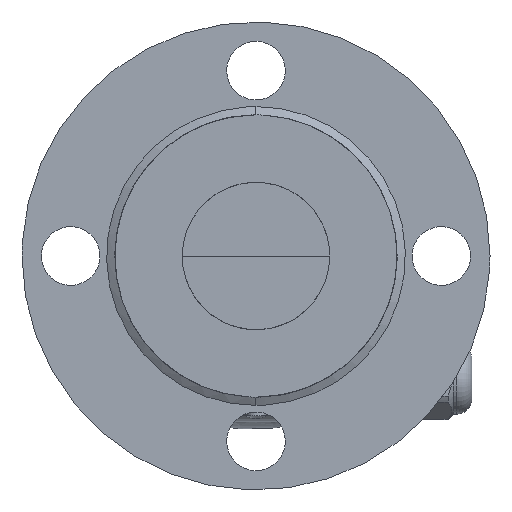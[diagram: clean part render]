
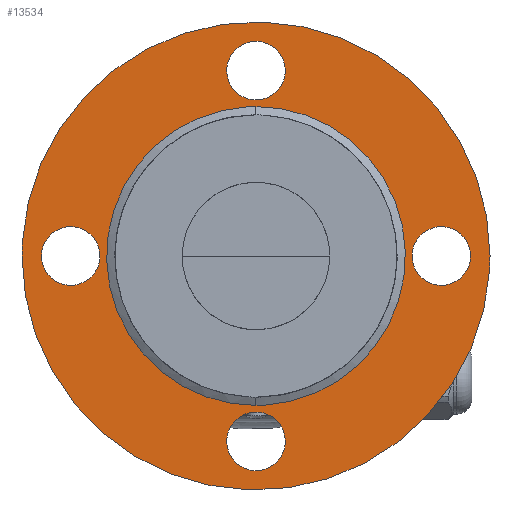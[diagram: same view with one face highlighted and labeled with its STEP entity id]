
A CAD part, front view. The second image highlights one B-rep face of the part: STEP entity #13534.
In plain terms, the highlighted planar face has unit normal (0, -1, 0).
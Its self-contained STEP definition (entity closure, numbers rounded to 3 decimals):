
#2276=CARTESIAN_POINT('',(0.,-17.65,0.));
#2277=DIRECTION('',(0.,1.,0.));
#2278=DIRECTION('',(1.,0.,0.));
#2279=AXIS2_PLACEMENT_3D('',#2276,#2277,#2278);
#2281=CARTESIAN_POINT('',(0.,-17.65,0.));
#2282=DIRECTION('',(0.,1.,0.));
#2283=DIRECTION('',(0.998,0.,-0.063));
#2284=AXIS2_PLACEMENT_3D('',#2281,#2282,#2283);
#2286=CARTESIAN_POINT('',(0.,-17.65,0.));
#2287=DIRECTION('',(0.,1.,0.));
#2288=DIRECTION('',(-1.,0.,0.));
#2289=AXIS2_PLACEMENT_3D('',#2286,#2287,#2288);
#2291=CARTESIAN_POINT('',(0.,-17.65,0.));
#2292=DIRECTION('',(0.,1.,0.));
#2293=DIRECTION('',(-0.998,0.,0.063));
#2294=AXIS2_PLACEMENT_3D('',#2291,#2292,#2293);
#2296=CARTESIAN_POINT('',(0.,-17.65,60.35));
#2297=DIRECTION('',(0.,-1.,0.));
#2298=DIRECTION('',(-1.,0.,0.));
#2299=AXIS2_PLACEMENT_3D('',#2296,#2297,#2298);
#2301=CARTESIAN_POINT('',(0.,-17.65,60.35));
#2302=DIRECTION('',(0.,-1.,0.));
#2303=DIRECTION('',(0.998,0.,-0.063));
#2304=AXIS2_PLACEMENT_3D('',#2301,#2302,#2303);
#2306=CARTESIAN_POINT('',(0.,-17.65,60.35));
#2307=DIRECTION('',(0.,-1.,0.));
#2308=DIRECTION('',(1.,0.,0.));
#2309=AXIS2_PLACEMENT_3D('',#2306,#2307,#2308);
#2311=CARTESIAN_POINT('',(0.,-17.65,60.35));
#2312=DIRECTION('',(0.,-1.,0.));
#2313=DIRECTION('',(-0.998,0.,0.063));
#2314=AXIS2_PLACEMENT_3D('',#2311,#2312,#2313);
#2316=CARTESIAN_POINT('',(60.35,-17.65,0.));
#2317=DIRECTION('',(0.,-1.,0.));
#2318=DIRECTION('',(-1.,0.,0.));
#2319=AXIS2_PLACEMENT_3D('',#2316,#2317,#2318);
#2321=CARTESIAN_POINT('',(60.35,-17.65,0.));
#2322=DIRECTION('',(0.,-1.,0.));
#2323=DIRECTION('',(0.998,0.,-0.063));
#2324=AXIS2_PLACEMENT_3D('',#2321,#2322,#2323);
#2326=CARTESIAN_POINT('',(60.35,-17.65,0.));
#2327=DIRECTION('',(0.,-1.,0.));
#2328=DIRECTION('',(1.,0.,0.));
#2329=AXIS2_PLACEMENT_3D('',#2326,#2327,#2328);
#2331=CARTESIAN_POINT('',(60.35,-17.65,0.));
#2332=DIRECTION('',(0.,-1.,0.));
#2333=DIRECTION('',(-0.998,0.,0.063));
#2334=AXIS2_PLACEMENT_3D('',#2331,#2332,#2333);
#2336=CARTESIAN_POINT('',(0.,-17.65,-60.35));
#2337=DIRECTION('',(0.,-1.,0.));
#2338=DIRECTION('',(-1.,0.,0.));
#2339=AXIS2_PLACEMENT_3D('',#2336,#2337,#2338);
#2341=CARTESIAN_POINT('',(0.,-17.65,-60.35));
#2342=DIRECTION('',(0.,-1.,0.));
#2343=DIRECTION('',(0.998,0.,-0.063));
#2344=AXIS2_PLACEMENT_3D('',#2341,#2342,#2343);
#2346=CARTESIAN_POINT('',(0.,-17.65,-60.35));
#2347=DIRECTION('',(0.,-1.,0.));
#2348=DIRECTION('',(1.,0.,0.));
#2349=AXIS2_PLACEMENT_3D('',#2346,#2347,#2348);
#2351=CARTESIAN_POINT('',(0.,-17.65,-60.35));
#2352=DIRECTION('',(0.,-1.,0.));
#2353=DIRECTION('',(-0.998,0.,0.063));
#2354=AXIS2_PLACEMENT_3D('',#2351,#2352,#2353);
#2356=CARTESIAN_POINT('',(-60.35,-17.65,0.));
#2357=DIRECTION('',(0.,-1.,0.));
#2358=DIRECTION('',(-1.,0.,0.));
#2359=AXIS2_PLACEMENT_3D('',#2356,#2357,#2358);
#2361=CARTESIAN_POINT('',(-60.35,-17.65,0.));
#2362=DIRECTION('',(0.,-1.,0.));
#2363=DIRECTION('',(0.998,0.,-0.063));
#2364=AXIS2_PLACEMENT_3D('',#2361,#2362,#2363);
#2366=CARTESIAN_POINT('',(-60.35,-17.65,0.));
#2367=DIRECTION('',(0.,-1.,0.));
#2368=DIRECTION('',(1.,0.,0.));
#2369=AXIS2_PLACEMENT_3D('',#2366,#2367,#2368);
#2371=CARTESIAN_POINT('',(-60.35,-17.65,0.));
#2372=DIRECTION('',(0.,-1.,0.));
#2373=DIRECTION('',(-0.998,0.,0.063));
#2374=AXIS2_PLACEMENT_3D('',#2371,#2372,#2373);
#2376=CARTESIAN_POINT('',(0.,-17.65,
0.));
#2377=DIRECTION('',(0.,-1.,0.));
#2378=DIRECTION('',(0.,0.,-1.));
#2379=AXIS2_PLACEMENT_3D('',#2376,#2377,#2378);
#2381=CARTESIAN_POINT('',(0.,-17.65,
0.));
#2382=DIRECTION('',(0.,-1.,0.));
#2383=DIRECTION('',(0.063,0.,-0.998));
#2384=AXIS2_PLACEMENT_3D('',#2381,#2382,#2383);
#2386=CARTESIAN_POINT('',(0.,-17.65,
0.));
#2387=DIRECTION('',(0.,-1.,0.));
#2388=DIRECTION('',(0.,0.,1.));
#2389=AXIS2_PLACEMENT_3D('',#2386,#2387,#2388);
#2391=CARTESIAN_POINT('',(0.,-17.65,
0.));
#2392=DIRECTION('',(0.,-1.,0.));
#2393=DIRECTION('',(-0.063,0.,0.998));
#2394=AXIS2_PLACEMENT_3D('',#2391,#2392,#2393);
#8810=CARTESIAN_POINT('',(76.2,-17.65,0.));
#8811=CARTESIAN_POINT('',(76.05,-17.65,-4.785));
#8812=VERTEX_POINT('',#8810);
#8813=VERTEX_POINT('',#8811);
#8814=CARTESIAN_POINT('',(-76.2,-17.65,0.));
#8815=VERTEX_POINT('',#8814);
#8822=CARTESIAN_POINT('',(-76.05,-17.65,4.785));
#8823=VERTEX_POINT('',#8822);
#8824=CARTESIAN_POINT('',(-9.546,-17.65,60.35));
#8825=CARTESIAN_POINT('',(9.528,-17.65,59.751));
#8826=VERTEX_POINT('',#8824);
#8827=VERTEX_POINT('',#8825);
#8828=CARTESIAN_POINT('',(9.546,-17.65,60.35));
#8829=VERTEX_POINT('',#8828);
#8830=CARTESIAN_POINT('',(-9.528,-17.65,60.949));
#8831=VERTEX_POINT('',#8830);
#8832=CARTESIAN_POINT('',(50.804,-17.65,0.));
#8833=CARTESIAN_POINT('',(69.878,-17.65,-0.599));
#8834=VERTEX_POINT('',#8832);
#8835=VERTEX_POINT('',#8833);
#8836=CARTESIAN_POINT('',(69.896,-17.65,0.));
#8837=VERTEX_POINT('',#8836);
#8838=CARTESIAN_POINT('',(50.822,-17.65,0.599));
#8839=VERTEX_POINT('',#8838);
#8840=CARTESIAN_POINT('',(-9.546,-17.65,-60.35));
#8841=CARTESIAN_POINT('',(9.528,-17.65,-60.949));
#8842=VERTEX_POINT('',#8840);
#8843=VERTEX_POINT('',#8841);
#8844=CARTESIAN_POINT('',(9.546,-17.65,-60.35));
#8845=VERTEX_POINT('',#8844);
#8846=CARTESIAN_POINT('',(-9.528,-17.65,-59.751));
#8847=VERTEX_POINT('',#8846);
#8848=CARTESIAN_POINT('',(-69.896,-17.65,0.));
#8849=CARTESIAN_POINT('',(-50.822,-17.65,-0.599));
#8850=VERTEX_POINT('',#8848);
#8851=VERTEX_POINT('',#8849);
#8852=CARTESIAN_POINT('',(-50.804,-17.65,0.));
#8853=VERTEX_POINT('',#8852);
#8854=CARTESIAN_POINT('',(-69.878,-17.65,0.599));
#8855=VERTEX_POINT('',#8854);
#8856=CARTESIAN_POINT('',(0.,-17.65,-48.65));
#8857=CARTESIAN_POINT('',(3.055,-17.65,-48.554));
#8858=VERTEX_POINT('',#8856);
#8859=VERTEX_POINT('',#8857);
#8860=CARTESIAN_POINT('',(0.,-17.65,
48.65));
#8861=VERTEX_POINT('',#8860);
#8862=CARTESIAN_POINT('',(-3.055,-17.65,48.554));
#8863=VERTEX_POINT('',#8862);
#13471=CARTESIAN_POINT('',(0.,-17.65,0.));
#13472=DIRECTION('',(0.,1.,0.));
#13473=DIRECTION('',(0.,0.,1.));
#13474=AXIS2_PLACEMENT_3D('',#13471,#13472,#13473);
#13475=PLANE('',#13474);
#13477=ORIENTED_EDGE('',*,*,#13476,.T.);
#13479=ORIENTED_EDGE('',*,*,#13478,.T.);
#13480=ORIENTED_EDGE('',*,*,#13453,.T.);
#13481=ORIENTED_EDGE('',*,*,#13451,.T.);
#13482=EDGE_LOOP('',(#13477,#13479,#13480,#13481));
#13483=FACE_OUTER_BOUND('',#13482,.F.);
#13485=ORIENTED_EDGE('',*,*,#13484,.T.);
#13487=ORIENTED_EDGE('',*,*,#13486,.T.);
#13489=ORIENTED_EDGE('',*,*,#13488,.T.);
#13491=ORIENTED_EDGE('',*,*,#13490,.T.);
#13492=EDGE_LOOP('',(#13485,#13487,#13489,#13491));
#13493=FACE_BOUND('',#13492,.F.);
#13495=ORIENTED_EDGE('',*,*,#13494,.T.);
#13497=ORIENTED_EDGE('',*,*,#13496,.T.);
#13499=ORIENTED_EDGE('',*,*,#13498,.T.);
#13501=ORIENTED_EDGE('',*,*,#13500,.T.);
#13502=EDGE_LOOP('',(#13495,#13497,#13499,#13501));
#13503=FACE_BOUND('',#13502,.F.);
#13505=ORIENTED_EDGE('',*,*,#13504,.T.);
#13507=ORIENTED_EDGE('',*,*,#13506,.T.);
#13509=ORIENTED_EDGE('',*,*,#13508,.T.);
#13511=ORIENTED_EDGE('',*,*,#13510,.T.);
#13512=EDGE_LOOP('',(#13505,#13507,#13509,#13511));
#13513=FACE_BOUND('',#13512,.F.);
#13515=ORIENTED_EDGE('',*,*,#13514,.T.);
#13517=ORIENTED_EDGE('',*,*,#13516,.T.);
#13519=ORIENTED_EDGE('',*,*,#13518,.T.);
#13521=ORIENTED_EDGE('',*,*,#13520,.T.);
#13522=EDGE_LOOP('',(#13515,#13517,#13519,#13521));
#13523=FACE_BOUND('',#13522,.F.);
#13525=ORIENTED_EDGE('',*,*,#13524,.T.);
#13527=ORIENTED_EDGE('',*,*,#13526,.T.);
#13529=ORIENTED_EDGE('',*,*,#13528,.T.);
#13531=ORIENTED_EDGE('',*,*,#13530,.T.);
#13532=EDGE_LOOP('',(#13525,#13527,#13529,#13531));
#13533=FACE_BOUND('',#13532,.F.);
#13534=ADVANCED_FACE('',(#13483,#13493,#13503,#13513,#13523,#13533),#13475,.F.);
#2280=CIRCLE('',#2279,76.2);
#2285=CIRCLE('',#2284,76.2);
#2290=CIRCLE('',#2289,76.2);
#2295=CIRCLE('',#2294,76.2);
#2300=CIRCLE('',#2299,9.546);
#2305=CIRCLE('',#2304,9.546);
#2310=CIRCLE('',#2309,9.546);
#2315=CIRCLE('',#2314,9.546);
#2320=CIRCLE('',#2319,9.546);
#2325=CIRCLE('',#2324,9.546);
#2330=CIRCLE('',#2329,9.546);
#2335=CIRCLE('',#2334,9.546);
#2340=CIRCLE('',#2339,9.546);
#2345=CIRCLE('',#2344,9.546);
#2350=CIRCLE('',#2349,9.546);
#2355=CIRCLE('',#2354,9.546);
#2360=CIRCLE('',#2359,9.546);
#2365=CIRCLE('',#2364,9.546);
#2370=CIRCLE('',#2369,9.546);
#2375=CIRCLE('',#2374,9.546);
#2380=CIRCLE('',#2379,48.65);
#2385=CIRCLE('',#2384,48.65);
#2390=CIRCLE('',#2389,48.65);
#2395=CIRCLE('',#2394,48.65);
#13451=EDGE_CURVE('',#8823,#8812,#2295,.T.);
#13453=EDGE_CURVE('',#8815,#8823,#2290,.T.);
#13476=EDGE_CURVE('',#8812,#8813,#2280,.T.);
#13478=EDGE_CURVE('',#8813,#8815,#2285,.T.);
#13484=EDGE_CURVE('',#8826,#8827,#2300,.T.);
#13486=EDGE_CURVE('',#8827,#8829,#2305,.T.);
#13488=EDGE_CURVE('',#8829,#8831,#2310,.T.);
#13490=EDGE_CURVE('',#8831,#8826,#2315,.T.);
#13494=EDGE_CURVE('',#8834,#8835,#2320,.T.);
#13496=EDGE_CURVE('',#8835,#8837,#2325,.T.);
#13498=EDGE_CURVE('',#8837,#8839,#2330,.T.);
#13500=EDGE_CURVE('',#8839,#8834,#2335,.T.);
#13504=EDGE_CURVE('',#8842,#8843,#2340,.T.);
#13506=EDGE_CURVE('',#8843,#8845,#2345,.T.);
#13508=EDGE_CURVE('',#8845,#8847,#2350,.T.);
#13510=EDGE_CURVE('',#8847,#8842,#2355,.T.);
#13514=EDGE_CURVE('',#8850,#8851,#2360,.T.);
#13516=EDGE_CURVE('',#8851,#8853,#2365,.T.);
#13518=EDGE_CURVE('',#8853,#8855,#2370,.T.);
#13520=EDGE_CURVE('',#8855,#8850,#2375,.T.);
#13524=EDGE_CURVE('',#8858,#8859,#2380,.T.);
#13526=EDGE_CURVE('',#8859,#8861,#2385,.T.);
#13528=EDGE_CURVE('',#8861,#8863,#2390,.T.);
#13530=EDGE_CURVE('',#8863,#8858,#2395,.T.);
